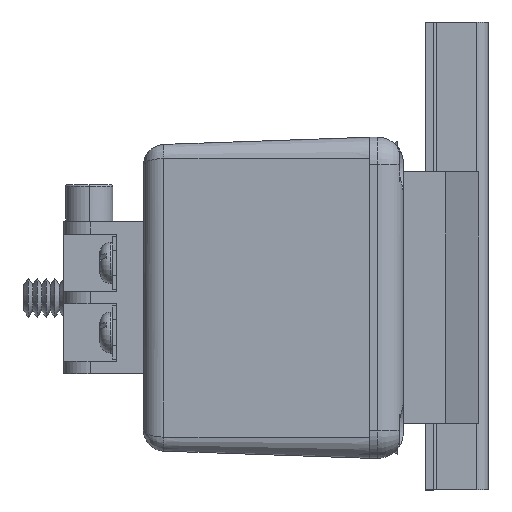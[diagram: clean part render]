
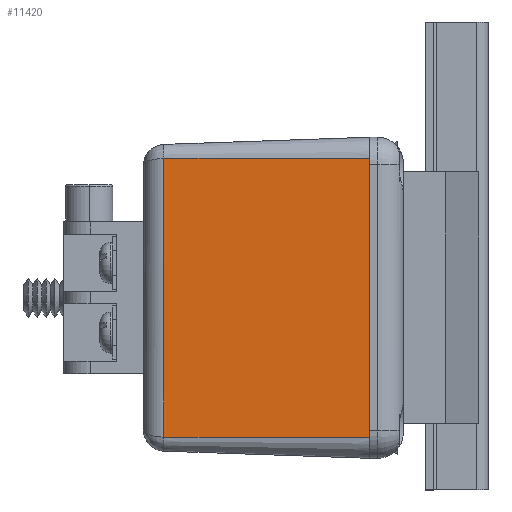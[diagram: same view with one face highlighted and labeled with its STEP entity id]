
A CAD part, left-side view. The second image highlights one B-rep face of the part: STEP entity #11420.
In plain terms, the highlighted planar face has unit normal (-0.999, 0.035, 0).
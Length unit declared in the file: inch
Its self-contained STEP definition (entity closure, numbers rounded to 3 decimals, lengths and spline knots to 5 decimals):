
#2286 = CARTESIAN_POINT ( 'NONE',  ( -1.78128, 0.96549, 0.655 ) ) ;
#2471 = CARTESIAN_POINT ( 'NONE',  ( -1.78128, 0.96549, -0.655 ) ) ;
#6709 = CARTESIAN_POINT ( 'NONE',  ( -1.815, 0., -0.655 ) ) ;
#6722 = CARTESIAN_POINT ( 'NONE',  ( -1.815, 0., 0.655 ) ) ;
#7279 = LINE ( 'NONE', #27030, #7282 ) ;
#7282 = VECTOR ( 'NONE', #27068, 39.37008 ) ;
#7309 = LINE ( 'NONE', #27159, #7312 ) ;
#7312 = VECTOR ( 'NONE', #27160, 39.37008 ) ;
#7338 = LINE ( 'NONE', #27252, #7341 ) ;
#7341 = VECTOR ( 'NONE', #27253, 39.37008 ) ;
#7348 = LINE ( 'NONE', #27290, #7351 ) ;
#7351 = VECTOR ( 'NONE', #27293, 39.37008 ) ;
#7988 = VERTEX_POINT ( 'NONE', #6709 ) ;
#7992 = VERTEX_POINT ( 'NONE', #6722 ) ;
#8481 = VERTEX_POINT ( 'NONE', #2471 ) ;
#8549 = VERTEX_POINT ( 'NONE', #2286 ) ;
#11420 = ADVANCED_FACE ( 'NONE', ( #31876 ), #28156, .T. ) ;
#15655 = EDGE_LOOP ( 'NONE', ( #33240, #33278, #33242, #33282 ) ) ;
#24639 = AXIS2_PLACEMENT_3D ( 'NONE', #28148, #28161, #28164 ) ;
#27030 = CARTESIAN_POINT ( 'NONE',  ( -1.815, 0., -0.655 ) ) ;
#27068 = DIRECTION ( 'NONE',  ( 0., 0., 1. ) ) ;
#27159 = CARTESIAN_POINT ( 'NONE',  ( -1.815, 0., -0.655 ) ) ;
#27160 = DIRECTION ( 'NONE',  ( -0.035, -0.999, 0. ) ) ;
#27252 = CARTESIAN_POINT ( 'NONE',  ( -1.815, 0., 0.655 ) ) ;
#27253 = DIRECTION ( 'NONE',  ( -0.035, -0.999, 0. ) ) ;
#27290 = CARTESIAN_POINT ( 'NONE',  ( -1.78128, 0.96549, -0.655 ) ) ;
#27293 = DIRECTION ( 'NONE',  ( 0., 0., -1. ) ) ;
#28148 = CARTESIAN_POINT ( 'NONE',  ( -1.815, 0., -0.655 ) ) ;
#28156 = PLANE ( 'NONE',  #24639 ) ;
#28161 = DIRECTION ( 'NONE',  ( -0.999, 0.035, 0. ) ) ;
#28164 = DIRECTION ( 'NONE',  ( -0.035, -0.999, 0. ) ) ;
#31876 = FACE_OUTER_BOUND ( 'NONE', #15655, .T. ) ;
#33240 = ORIENTED_EDGE ( 'NONE', *, *, #39154, .F. ) ;
#33242 = ORIENTED_EDGE ( 'NONE', *, *, #39134, .T. ) ;
#33278 = ORIENTED_EDGE ( 'NONE', *, *, #39161, .T. ) ;
#33282 = ORIENTED_EDGE ( 'NONE', *, *, #39114, .T. ) ;
#39114 = EDGE_CURVE ( 'NONE', #7988, #7992, #7279, .T. ) ;
#39134 = EDGE_CURVE ( 'NONE', #8481, #7988, #7309, .T. ) ;
#39154 = EDGE_CURVE ( 'NONE', #8549, #7992, #7338, .T. ) ;
#39161 = EDGE_CURVE ( 'NONE', #8549, #8481, #7348, .T. ) ;
